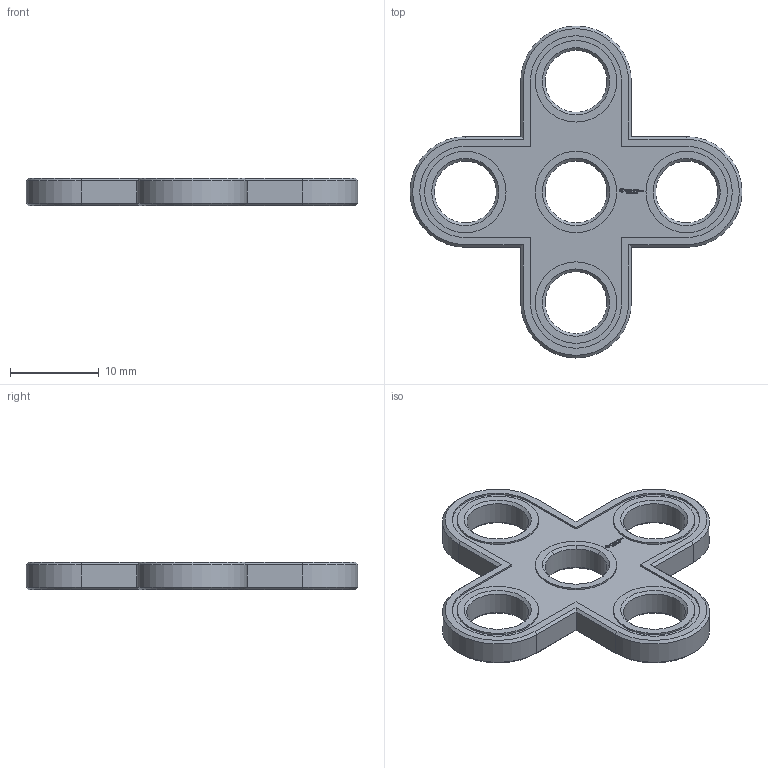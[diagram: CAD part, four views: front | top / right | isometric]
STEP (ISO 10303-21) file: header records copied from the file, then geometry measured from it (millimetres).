
FILE_DESCRIPTION(('FreeCAD Model'),'2;1');
FILE_NAME('Open CASCADE Shape Model','2023-10-20T20:04:22',(''),(''), 'Open CASCADE STEP processor 7.6','FreeCAD','Unknown');
FILE_SCHEMA(('AUTOMOTIVE_DESIGN { 1 0 10303 214 1 1 1 1 }'));
Length unit declared in the file: millimetre
Products named in the file (1): Brace CRS STD SYM ER BU03x00,25 - SPN-BRC-0600 (stemfie.org)
Bounding box: 37.5 x 37.5 x 3.12 mm (x, y, z)
Volume: 1560.2 mm3; surface area: 1760.6 mm2
Topology: 1 solids, 1 shells, 610 faces, 1681 edges, 1114 vertices
Faces by surface type: plane 338, extrusion 222, cone 32, cylinder 18
Full cylindrical faces by diameter (mm): 7 x5, 9.2 x5
Entity records: 42432 total; most frequent: CARTESIAN_POINT 11676, DIRECTION 4445, VECTOR 3455, ORIENTED_EDGE 3362, PCURVE 3362, DEFINITIONAL_REPRESENTATION 3362, LINE 3233, B_SPLINE_CURVE_WITH_KNOTS 1872
